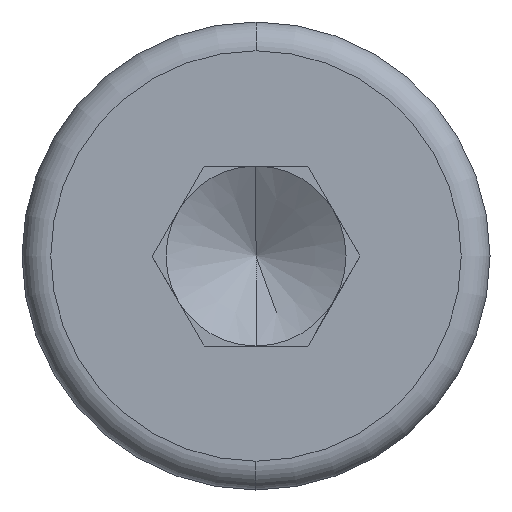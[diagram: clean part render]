
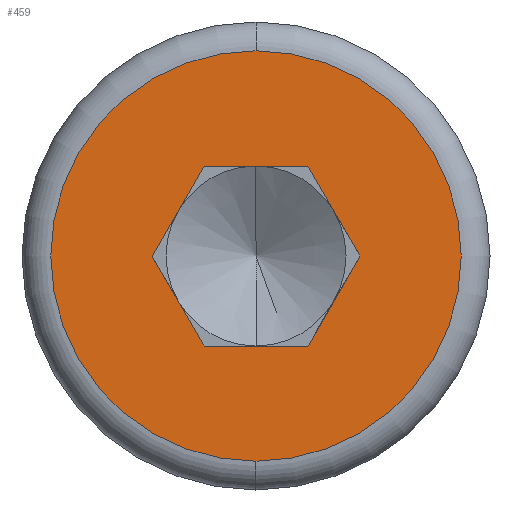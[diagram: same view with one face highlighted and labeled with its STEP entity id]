
A CAD part, left-side view. The second image highlights one B-rep face of the part: STEP entity #459.
In plain terms, the highlighted planar face has unit normal (-1, 0, 0).
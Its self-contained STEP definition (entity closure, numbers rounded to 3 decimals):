
#6 = CARTESIAN_POINT ( 'NONE',  ( 0., 1.443, -2.5 ) ) ;
#18 = CIRCLE ( 'NONE', #620, 5.7 ) ;
#31 = DIRECTION ( 'NONE',  ( 0., 0.5, -0.866 ) ) ;
#33 = EDGE_CURVE ( 'NONE', #729, #555, #561, .T. ) ;
#39 = CARTESIAN_POINT ( 'NONE',  ( 0., 2.887, 0. ) ) ;
#47 = DIRECTION ( 'NONE',  ( 0., 0., 1. ) ) ;
#48 = VECTOR ( 'NONE', #229, 1000. ) ;
#62 = DIRECTION ( 'NONE',  ( 0., -1., 0. ) ) ;
#67 = EDGE_CURVE ( 'NONE', #197, #112, #501, .T. ) ;
#68 = EDGE_LOOP ( 'NONE', ( #265, #224, #427, #446, #262, #562 ) ) ;
#69 = CARTESIAN_POINT ( 'NONE',  ( 0., -1.443, 2.5 ) ) ;
#74 = LINE ( 'NONE', #162, #633 ) ;
#112 = VERTEX_POINT ( 'NONE', #732 ) ;
#127 = EDGE_CURVE ( 'NONE', #413, #469, #389, .T. ) ;
#145 = DIRECTION ( 'NONE',  ( 0., -0.5, -0.866 ) ) ;
#147 = AXIS2_PLACEMENT_3D ( 'NONE', #500, #192, #685 ) ;
#162 = CARTESIAN_POINT ( 'NONE',  ( 0., -2.887, 0. ) ) ;
#165 = CARTESIAN_POINT ( 'NONE',  ( 0., 0., 0. ) ) ;
#177 = DIRECTION ( 'NONE',  ( 0., 1., 0. ) ) ;
#181 = ORIENTED_EDGE ( 'NONE', *, *, #384, .T. ) ;
#192 = DIRECTION ( 'NONE',  ( -1., 0., 0. ) ) ;
#197 = VERTEX_POINT ( 'NONE', #366 ) ;
#210 = EDGE_CURVE ( 'NONE', #729, #676, #357, .T. ) ;
#224 = ORIENTED_EDGE ( 'NONE', *, *, #33, .F. ) ;
#229 = DIRECTION ( 'NONE',  ( 0., -0.5, 0.866 ) ) ;
#230 = VECTOR ( 'NONE', #486, 1000. ) ;
#245 = AXIS2_PLACEMENT_3D ( 'NONE', #471, #414, #47 ) ;
#259 = EDGE_CURVE ( 'NONE', #676, #112, #74, .T. ) ;
#262 = ORIENTED_EDGE ( 'NONE', *, *, #67, .F. ) ;
#265 = ORIENTED_EDGE ( 'NONE', *, *, #529, .T. ) ;
#287 = FACE_BOUND ( 'NONE', #68, .T. ) ;
#299 = EDGE_LOOP ( 'NONE', ( #181, #321 ) ) ;
#308 = VECTOR ( 'NONE', #145, 1000. ) ;
#321 = ORIENTED_EDGE ( 'NONE', *, *, #127, .T. ) ;
#357 = LINE ( 'NONE', #69, #230 ) ;
#360 = VERTEX_POINT ( 'NONE', #39 ) ;
#366 = CARTESIAN_POINT ( 'NONE',  ( 0., 1.443, -2.5 ) ) ;
#384 = EDGE_CURVE ( 'NONE', #469, #413, #18, .T. ) ;
#389 = CIRCLE ( 'NONE', #147, 5.7 ) ;
#390 = CARTESIAN_POINT ( 'NONE',  ( 0., -1.443, 2.5 ) ) ;
#410 = VECTOR ( 'NONE', #177, 1000. ) ;
#413 = VERTEX_POINT ( 'NONE', #648 ) ;
#414 = DIRECTION ( 'NONE',  ( -1., 0., 0. ) ) ;
#427 = ORIENTED_EDGE ( 'NONE', *, *, #210, .T. ) ;
#446 = ORIENTED_EDGE ( 'NONE', *, *, #259, .T. ) ;
#452 = FACE_OUTER_BOUND ( 'NONE', #299, .T. ) ;
#459 = ADVANCED_FACE ( 'NONE', ( #287, #452 ), #650, .T. ) ;
#464 = CARTESIAN_POINT ( 'NONE',  ( 0., 0., 5.7 ) ) ;
#465 = LINE ( 'NONE', #565, #308 ) ;
#469 = VERTEX_POINT ( 'NONE', #464 ) ;
#471 = CARTESIAN_POINT ( 'NONE',  ( 0., 0., 0. ) ) ;
#477 = VECTOR ( 'NONE', #62, 1000. ) ;
#486 = DIRECTION ( 'NONE',  ( 0., -0.5, -0.866 ) ) ;
#500 = CARTESIAN_POINT ( 'NONE',  ( 0., 0., 0. ) ) ;
#501 = LINE ( 'NONE', #6, #477 ) ;
#529 = EDGE_CURVE ( 'NONE', #360, #555, #716, .T. ) ;
#555 = VERTEX_POINT ( 'NONE', #659 ) ;
#561 = LINE ( 'NONE', #668, #410 ) ;
#562 = ORIENTED_EDGE ( 'NONE', *, *, #747, .F. ) ;
#565 = CARTESIAN_POINT ( 'NONE',  ( 0., 2.887, 0. ) ) ;
#591 = DIRECTION ( 'NONE',  ( -1., 0., 0. ) ) ;
#599 = CARTESIAN_POINT ( 'NONE',  ( 0., 2.887, 0. ) ) ;
#620 = AXIS2_PLACEMENT_3D ( 'NONE', #165, #591, #657 ) ;
#633 = VECTOR ( 'NONE', #31, 1000. ) ;
#648 = CARTESIAN_POINT ( 'NONE',  ( 0., 0., -5.7 ) ) ;
#650 = PLANE ( 'NONE',  #245 ) ;
#657 = DIRECTION ( 'NONE',  ( 0., 0., 1. ) ) ;
#659 = CARTESIAN_POINT ( 'NONE',  ( 0., 1.443, 2.5 ) ) ;
#668 = CARTESIAN_POINT ( 'NONE',  ( 0., -1.443, 2.5 ) ) ;
#676 = VERTEX_POINT ( 'NONE', #682 ) ;
#682 = CARTESIAN_POINT ( 'NONE',  ( 0., -2.887, 0. ) ) ;
#685 = DIRECTION ( 'NONE',  ( 0., 0., 1. ) ) ;
#716 = LINE ( 'NONE', #599, #48 ) ;
#729 = VERTEX_POINT ( 'NONE', #390 ) ;
#732 = CARTESIAN_POINT ( 'NONE',  ( 0., -1.443, -2.5 ) ) ;
#747 = EDGE_CURVE ( 'NONE', #360, #197, #465, .T. ) ;
